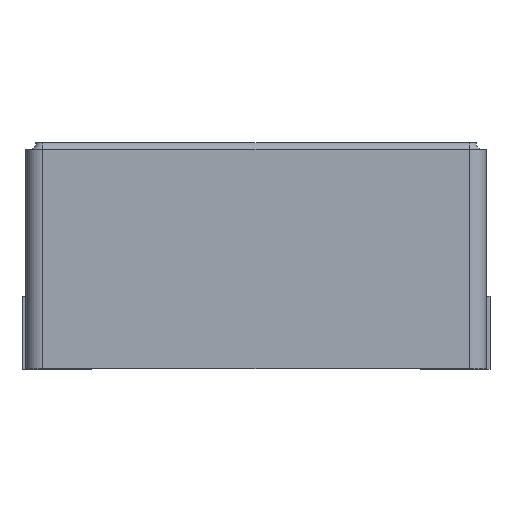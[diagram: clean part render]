
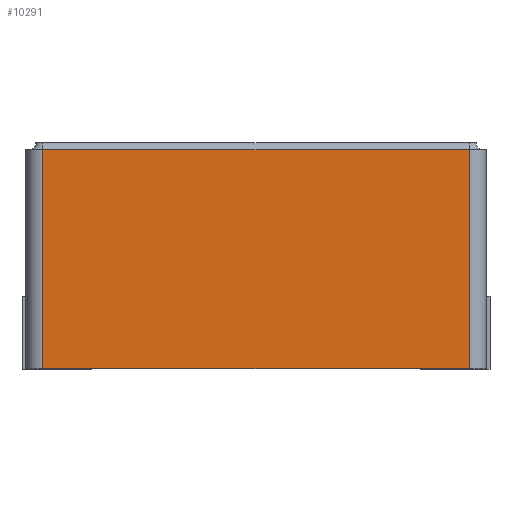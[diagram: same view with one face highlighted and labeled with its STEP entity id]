
A CAD part, front view. The second image highlights one B-rep face of the part: STEP entity #10291.
In plain terms, the highlighted planar face has unit normal (0, -1, 0).
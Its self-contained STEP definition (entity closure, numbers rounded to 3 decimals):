
#179 = VERTEX_POINT ( 'NONE', #5577 ) ;
#573 = CARTESIAN_POINT ( 'NONE',  ( -6.625, -6.3, 6.3 ) ) ;
#640 = LINE ( 'NONE', #573, #1056 ) ;
#881 = DIRECTION ( 'NONE',  ( 0., 0., 1. ) ) ;
#1056 = VECTOR ( 'NONE', #5555, 1000. ) ;
#1462 = VECTOR ( 'NONE', #6018, 1000. ) ;
#1943 = LINE ( 'NONE', #11294, #1462 ) ;
#2010 = CARTESIAN_POINT ( 'NONE',  ( -6.125, -6.3, 6.3 ) ) ;
#2693 = AXIS2_PLACEMENT_3D ( 'NONE', #11975, #12042, #2800 ) ;
#2800 = DIRECTION ( 'NONE',  ( 0., 0., 1. ) ) ;
#3135 = VECTOR ( 'NONE', #881, 1000. ) ;
#3218 = ORIENTED_EDGE ( 'NONE', *, *, #5174, .T. ) ;
#3339 = CARTESIAN_POINT ( 'NONE',  ( -6.125, -6.3, 6.5 ) ) ;
#3845 = VERTEX_POINT ( 'NONE', #11530 ) ;
#3848 = CARTESIAN_POINT ( 'NONE',  ( 6.125, -6.3, 6.5 ) ) ;
#4820 = EDGE_LOOP ( 'NONE', ( #7445, #12232, #3218, #9921 ) ) ;
#5174 = EDGE_CURVE ( 'NONE', #179, #3845, #1943, .T. ) ;
#5555 = DIRECTION ( 'NONE',  ( 1., 0., 0. ) ) ;
#5577 = CARTESIAN_POINT ( 'NONE',  ( -6.125, -6.3, 0. ) ) ;
#6018 = DIRECTION ( 'NONE',  ( 1., 0., 0. ) ) ;
#6705 = LINE ( 'NONE', #3848, #3135 ) ;
#7301 = PLANE ( 'NONE',  #2693 ) ;
#7445 = ORIENTED_EDGE ( 'NONE', *, *, #8015, .F. ) ;
#7845 = EDGE_CURVE ( 'NONE', #9990, #179, #12541, .T. ) ;
#8015 = EDGE_CURVE ( 'NONE', #9990, #9055, #640, .T. ) ;
#9055 = VERTEX_POINT ( 'NONE', #9857 ) ;
#9857 = CARTESIAN_POINT ( 'NONE',  ( 6.125, -6.3, 6.3 ) ) ;
#9921 = ORIENTED_EDGE ( 'NONE', *, *, #11396, .T. ) ;
#9990 = VERTEX_POINT ( 'NONE', #2010 ) ;
#10291 = ADVANCED_FACE ( 'NONE', ( #11408 ), #7301, .F. ) ;
#10556 = DIRECTION ( 'NONE',  ( 0., 0., -1. ) ) ;
#11294 = CARTESIAN_POINT ( 'NONE',  ( -6.625, -6.3, 0. ) ) ;
#11396 = EDGE_CURVE ( 'NONE', #3845, #9055, #6705, .T. ) ;
#11408 = FACE_OUTER_BOUND ( 'NONE', #4820, .T. ) ;
#11530 = CARTESIAN_POINT ( 'NONE',  ( 6.125, -6.3, 0. ) ) ;
#11975 = CARTESIAN_POINT ( 'NONE',  ( -6.625, -6.3, 6.5 ) ) ;
#12042 = DIRECTION ( 'NONE',  ( 0., 1., 0. ) ) ;
#12232 = ORIENTED_EDGE ( 'NONE', *, *, #7845, .T. ) ;
#12541 = LINE ( 'NONE', #3339, #12868 ) ;
#12868 = VECTOR ( 'NONE', #10556, 1000. ) ;
